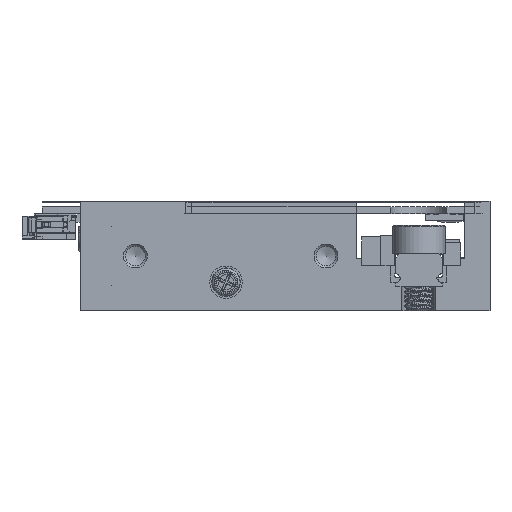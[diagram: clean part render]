
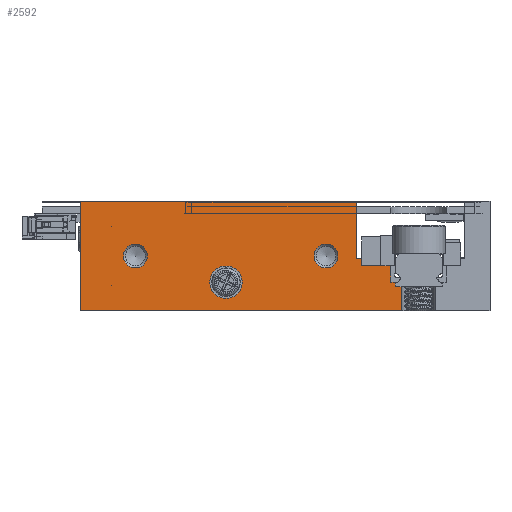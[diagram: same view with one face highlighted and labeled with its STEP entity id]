
A CAD part, left-side view. The second image highlights one B-rep face of the part: STEP entity #2592.
In plain terms, the highlighted planar face has unit normal (-1, 0, 0).
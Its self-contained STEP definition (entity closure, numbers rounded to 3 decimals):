
#1715=FACE_BOUND('',#6566,.T.);
#1716=FACE_BOUND('',#6567,.T.);
#1717=FACE_BOUND('',#6568,.T.);
#1718=FACE_BOUND('',#6569,.T.);
#2592=ADVANCED_FACE('',(#1715,#1716,#1717,#1718),#4178,.F.);
#4178=PLANE('',#31452);
#6566=EDGE_LOOP('',(#9743));
#6567=EDGE_LOOP('',(#9744));
#6568=EDGE_LOOP('',(#9745));
#6569=EDGE_LOOP('',(#9746,#9747,#9748,#9749,#9750,#9751,#9752,#9753));
#8719=CIRCLE('',#31449,1.7);
#8720=CIRCLE('',#31450,1.25);
#8721=CIRCLE('',#31451,1.25);
#9743=ORIENTED_EDGE('',*,*,#20956,.T.);
#9744=ORIENTED_EDGE('',*,*,#20957,.T.);
#9745=ORIENTED_EDGE('',*,*,#20958,.T.);
#9746=ORIENTED_EDGE('',*,*,#20936,.T.);
#9747=ORIENTED_EDGE('',*,*,#20959,.T.);
#9748=ORIENTED_EDGE('',*,*,#20960,.T.);
#9749=ORIENTED_EDGE('',*,*,#20961,.T.);
#9750=ORIENTED_EDGE('',*,*,#20962,.T.);
#9751=ORIENTED_EDGE('',*,*,#20914,.T.);
#9752=ORIENTED_EDGE('',*,*,#20888,.F.);
#9753=ORIENTED_EDGE('',*,*,#20898,.T.);
#17992=VERTEX_POINT('',#42292);
#17993=VERTEX_POINT('',#42294);
#18000=VERTEX_POINT('',#42311);
#18011=VERTEX_POINT('',#42343);
#18030=VERTEX_POINT('',#42387);
#18046=VERTEX_POINT('',#42428);
#18047=VERTEX_POINT('',#42430);
#18048=VERTEX_POINT('',#42432);
#18049=VERTEX_POINT('',#42434);
#18050=VERTEX_POINT('',#42436);
#18051=VERTEX_POINT('',#42438);
#20888=EDGE_CURVE('',#17992,#17993,#25046,.T.);
#20898=EDGE_CURVE('',#17992,#18000,#25054,.T.);
#20914=EDGE_CURVE('',#18011,#17993,#25070,.T.);
#20936=EDGE_CURVE('',#18000,#18030,#25081,.T.);
#20956=EDGE_CURVE('',#18046,#18046,#8719,.T.);
#20957=EDGE_CURVE('',#18047,#18047,#8720,.T.);
#20958=EDGE_CURVE('',#18048,#18048,#8721,.T.);
#20959=EDGE_CURVE('',#18030,#18049,#25100,.T.);
#20960=EDGE_CURVE('',#18049,#18050,#25101,.T.);
#20961=EDGE_CURVE('',#18050,#18051,#25102,.T.);
#20962=EDGE_CURVE('',#18051,#18011,#25103,.T.);
#25046=LINE('',#42293,#28245);
#25054=LINE('',#42312,#28253);
#25070=LINE('',#42342,#28269);
#25081=LINE('',#42388,#28280);
#25100=LINE('',#42433,#28299);
#25101=LINE('',#42435,#28300);
#25102=LINE('',#42437,#28301);
#25103=LINE('',#42439,#28302);
#28245=VECTOR('',#34003,1.);
#28253=VECTOR('',#34017,1.);
#28269=VECTOR('',#34041,1.);
#28280=VECTOR('',#34082,1.);
#28299=VECTOR('',#34117,1.);
#28300=VECTOR('',#34118,1.);
#28301=VECTOR('',#34119,1.);
#28302=VECTOR('',#34120,1.);
#31449=AXIS2_PLACEMENT_3D('',#42427,#34111,#34112);
#31450=AXIS2_PLACEMENT_3D('',#42429,#34113,#34114);
#31451=AXIS2_PLACEMENT_3D('',#42431,#34115,#34116);
#31452=AXIS2_PLACEMENT_3D('',#42440,#34121,#34122);
#34003=DIRECTION('',(0.,-1.,0.));
#34017=DIRECTION('',(0.,0.,-1.));
#34041=DIRECTION('',(0.,0.,1.));
#34082=DIRECTION('',(0.,-1.,0.));
#34111=DIRECTION('',(1.,0.,0.));
#34112=DIRECTION('',(0.,1.,0.));
#34113=DIRECTION('',(1.,0.,0.));
#34114=DIRECTION('',(0.,1.,0.));
#34115=DIRECTION('',(1.,0.,0.));
#34116=DIRECTION('',(0.,1.,0.));
#34117=DIRECTION('',(0.,0.,1.));
#34118=DIRECTION('',(0.,1.,0.));
#34119=DIRECTION('',(0.,0.,1.));
#34120=DIRECTION('',(0.,1.,0.));
#34121=DIRECTION('',(1.,0.,0.));
#34122=DIRECTION('',(0.,1.,0.));
#42292=CARTESIAN_POINT('',(-15.,43.,11.5));
#42293=CARTESIAN_POINT('',(-15.,43.,11.5));
#42294=CARTESIAN_POINT('',(-15.,14.05,11.5));
#42311=CARTESIAN_POINT('',(-15.,43.,0.));
#42312=CARTESIAN_POINT('',(-15.,43.,11.5));
#42342=CARTESIAN_POINT('',(-15.,14.05,5.5));
#42343=CARTESIAN_POINT('',(-15.,14.05,5.5));
#42387=CARTESIAN_POINT('',(-15.,9.25,0.));
#42388=CARTESIAN_POINT('',(-15.,43.,0.));
#42427=CARTESIAN_POINT('',(-15.,27.7,3.));
#42428=CARTESIAN_POINT('',(-15.,29.4,3.));
#42429=CARTESIAN_POINT('',(-15.,37.2,5.75));
#42430=CARTESIAN_POINT('',(-15.,38.45,5.75));
#42431=CARTESIAN_POINT('',(-15.,17.2,5.75));
#42432=CARTESIAN_POINT('',(-15.,18.45,5.75));
#42433=CARTESIAN_POINT('',(-15.,9.25,-0.3));
#42434=CARTESIAN_POINT('',(-15.,9.25,3.));
#42435=CARTESIAN_POINT('',(-15.,4.6,3.));
#42436=CARTESIAN_POINT('',(-15.,10.4,3.));
#42437=CARTESIAN_POINT('',(-15.,10.4,3.));
#42438=CARTESIAN_POINT('',(-15.,10.4,5.5));
#42439=CARTESIAN_POINT('',(-15.,10.4,5.5));
#42440=CARTESIAN_POINT('',(-15.,43.,11.5));
